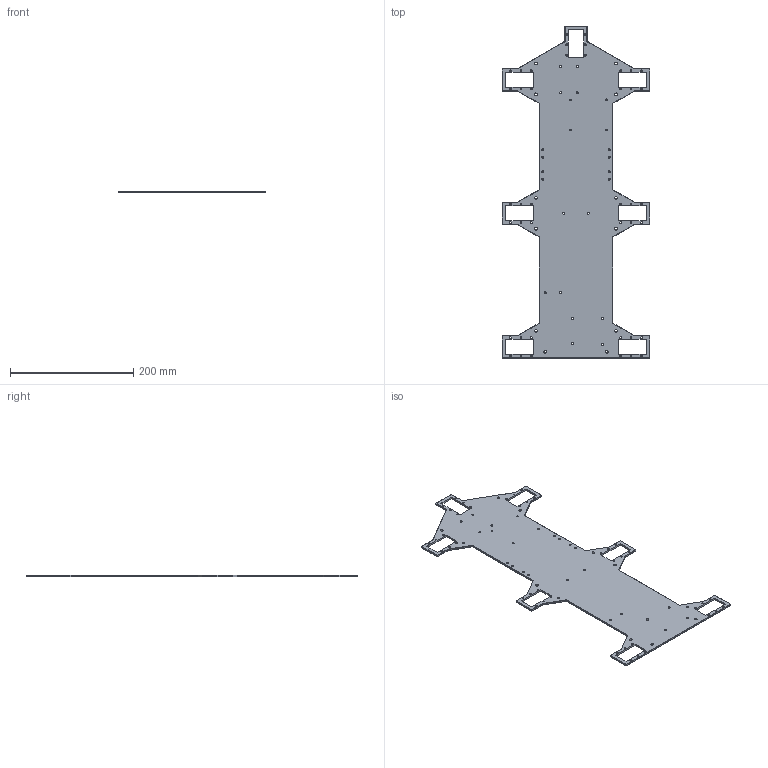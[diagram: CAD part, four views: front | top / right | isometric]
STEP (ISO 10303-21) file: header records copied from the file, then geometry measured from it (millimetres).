
FILE_DESCRIPTION(/* description */ (''),/* implementation_level */ '2;1');
FILE_NAME(/* name */ 'body-bottom_v5.step',/* time_stamp */ '2023-01-15T12:01:20-08:00',/* author */ (''),/* organization */ (''),/* preprocessor_version */ 'ST-DEVELOPER v19.2',/* originating_system */ 'Autodesk Translation Framework v11.17.0.187',/* authorisation */ '');
FILE_SCHEMA (('AUTOMOTIVE_DESIGN { 1 0 10303 214 3 1 1 }'));
Length unit declared in the file: millimetre
Products named in the file (1): body-bottom
Bounding box: 240 x 539.37 x 3 mm (x, y, z)
Volume: 209596.3 mm3; surface area: 149822.6 mm2
Topology: 1 solids, 1 shells, 245 faces, 621 edges, 378 vertices
Faces by surface type: plane 167, cylinder 78
Full cylindrical faces by diameter (mm): 2.7 x42, 2.9 x4, 3.2 x12, 3.4 x4, 3.6 x4, 4.3 x12
Entity records: 7616 total; most frequent: DIRECTION 1269, CARTESIAN_POINT 1245, ORIENTED_EDGE 1242, EDGE_CURVE 621, LINE 465, VECTOR 465, EDGE_LOOP 415, AXIS2_PLACEMENT_3D 402
